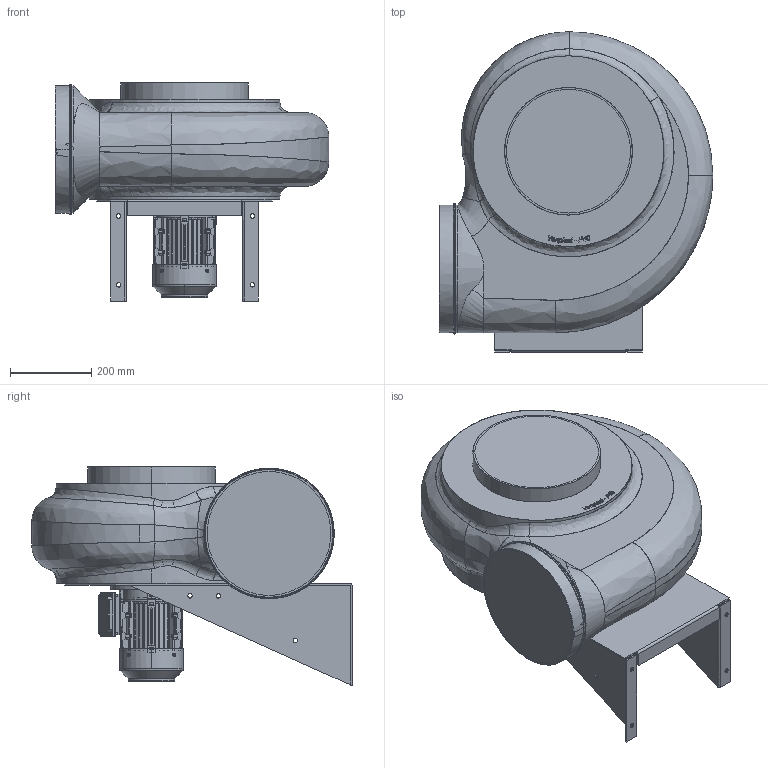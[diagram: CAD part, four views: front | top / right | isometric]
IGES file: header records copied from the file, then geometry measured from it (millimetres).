
Start section: SolidWorks IGES file using analytic representation for surfaces
Global section: file name: PR-AC 400 LG270.IGS; native system: SolidWorks 2022; preprocessor: SolidWorks 2022; author: girelli; date: 220722.153508; units: millimetre
Bounding box: 675 x 790 x 538 mm (x, y, z)
Surface area: 2586306.1 mm2 (no closed solid volume)
Topology: 0 solids, 0 shells, 2552 faces, 26002 edges, 25941 vertices
Faces by surface type: bspline 1750, revolution 802
